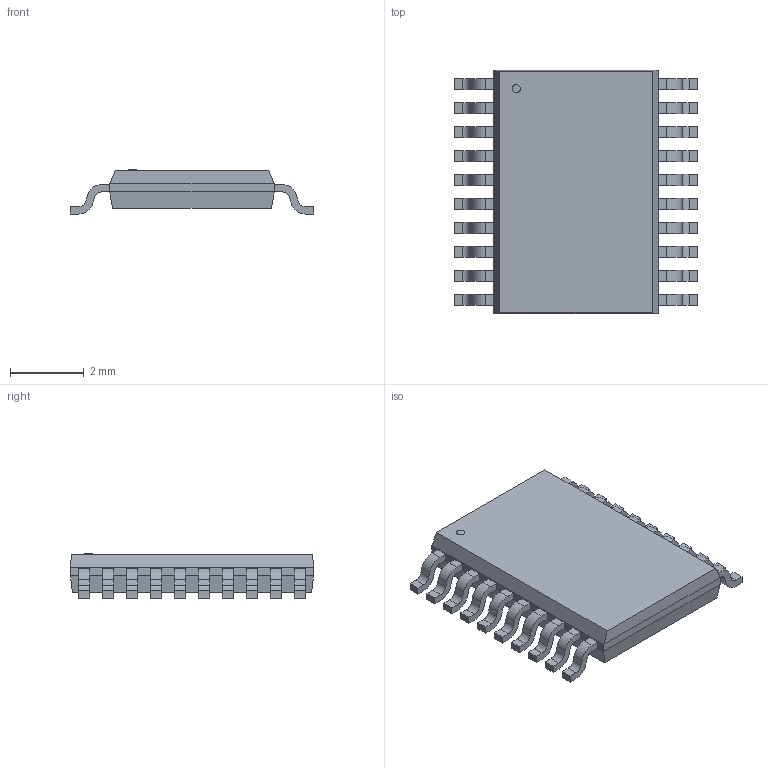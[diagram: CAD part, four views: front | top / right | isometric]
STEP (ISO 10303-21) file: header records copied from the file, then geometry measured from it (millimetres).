
FILE_DESCRIPTION(('STEP AP214'),'1');
FILE_NAME('TSSOP20-L','2019-08-28T16:16:31',(''),(''),'','','');
FILE_SCHEMA(('AUTOMOTIVE_DESIGN'));
Length unit declared in the file: millimetre
Products named in the file (1): product
Bounding box: 6.6 x 6.6 x 1.2 mm (x, y, z)
Volume: 0 mm3; surface area: 109.3 mm2
Topology: 1 solids, 295 shells, 297 faces, 1499 edges, 1498 vertices
Faces by surface type: plane 216, cylinder 81
Full cylindrical faces by diameter (mm): 0.224 x1
Entity records: 16542 total; most frequent: CARTESIAN_POINT 3295, VERTEX_POINT 2994, DIRECTION 2418, ORIENTED_EDGE 1500, EDGE_CURVE 1498, LINE 1176, VECTOR 1176, AXIS2_PLACEMENT_3D 621
